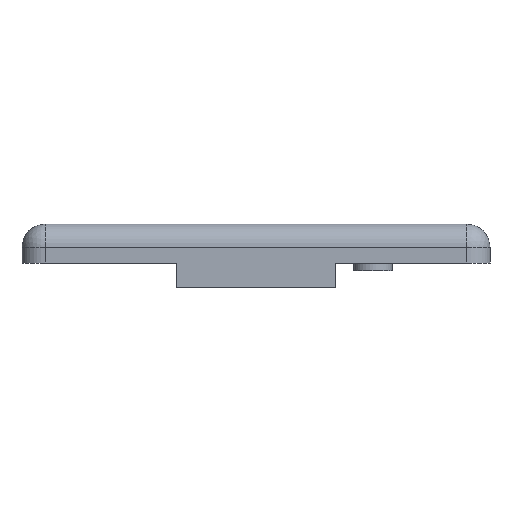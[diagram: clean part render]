
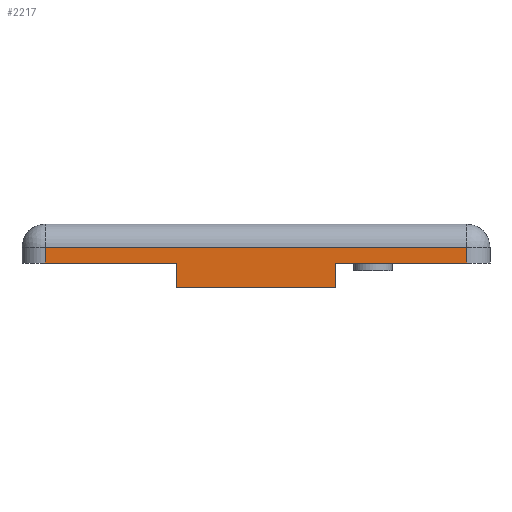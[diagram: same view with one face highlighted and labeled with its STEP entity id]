
A CAD part, left-side view. The second image highlights one B-rep face of the part: STEP entity #2217.
In plain terms, the highlighted planar face has unit normal (-1, 0, 0).
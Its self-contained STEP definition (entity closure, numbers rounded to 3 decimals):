
#89=PLANE('',#2403);
#293=FACE_OUTER_BOUND('',#417,.T.);
#417=EDGE_LOOP('',(#1818,#1819,#1820,#1821,#1822,#1823,#1824,#1825));
#582=LINE('',#3796,#812);
#585=LINE('',#3821,#815);
#588=LINE('',#3825,#818);
#605=LINE('',#3882,#835);
#606=LINE('',#3884,#836);
#607=LINE('',#3886,#837);
#608=LINE('',#3888,#838);
#609=LINE('',#3889,#839);
#812=VECTOR('',#2735,10.);
#815=VECTOR('',#2762,10.);
#818=VECTOR('',#2767,10.);
#835=VECTOR('',#2820,10.);
#836=VECTOR('',#2821,10.);
#837=VECTOR('',#2822,10.);
#838=VECTOR('',#2823,10.);
#839=VECTOR('',#2824,10.);
#1071=VERTEX_POINT('',#3785);
#1074=VERTEX_POINT('',#3792);
#1083=VERTEX_POINT('',#3814);
#1085=VERTEX_POINT('',#3819);
#1107=VERTEX_POINT('',#3881);
#1108=VERTEX_POINT('',#3883);
#1109=VERTEX_POINT('',#3885);
#1110=VERTEX_POINT('',#3887);
#1334=EDGE_CURVE('',#1071,#1074,#582,.T.);
#1345=EDGE_CURVE('',#1085,#1083,#585,.T.);
#1348=EDGE_CURVE('',#1083,#1071,#588,.T.);
#1377=EDGE_CURVE('',#1085,#1107,#605,.T.);
#1378=EDGE_CURVE('',#1107,#1108,#606,.T.);
#1379=EDGE_CURVE('',#1109,#1108,#607,.T.);
#1380=EDGE_CURVE('',#1110,#1109,#608,.T.);
#1381=EDGE_CURVE('',#1110,#1074,#609,.T.);
#1818=ORIENTED_EDGE('',*,*,#1334,.F.);
#1819=ORIENTED_EDGE('',*,*,#1348,.F.);
#1820=ORIENTED_EDGE('',*,*,#1345,.F.);
#1821=ORIENTED_EDGE('',*,*,#1377,.T.);
#1822=ORIENTED_EDGE('',*,*,#1378,.T.);
#1823=ORIENTED_EDGE('',*,*,#1379,.F.);
#1824=ORIENTED_EDGE('',*,*,#1380,.F.);
#1825=ORIENTED_EDGE('',*,*,#1381,.T.);
#2217=ADVANCED_FACE('',(#293),#89,.T.);
#2403=AXIS2_PLACEMENT_3D('',#3880,#2818,#2819);
#2735=DIRECTION('',(0.,0.,-1.));
#2762=DIRECTION('',(0.,0.,1.));
#2767=DIRECTION('',(0.,-1.,0.));
#2818=DIRECTION('center_axis',(-1.,0.,0.));
#2819=DIRECTION('ref_axis',(0.,-1.,0.));
#2820=DIRECTION('',(0.,-1.,0.));
#2821=DIRECTION('',(0.,0.,-1.));
#2822=DIRECTION('',(0.,1.,0.));
#2823=DIRECTION('',(0.,0.,-1.));
#2824=DIRECTION('',(0.,-1.,0.));
#3785=CARTESIAN_POINT('',(-18.1,36.5,6.05));
#3792=CARTESIAN_POINT('',(-18.1,36.5,5.05));
#3796=CARTESIAN_POINT('',(-18.1,36.5,5.05));
#3814=CARTESIAN_POINT('',(-18.1,63.5,6.05));
#3819=CARTESIAN_POINT('',(-18.1,63.5,5.05));
#3821=CARTESIAN_POINT('',(-18.1,63.5,5.05));
#3825=CARTESIAN_POINT('',(-18.1,57.5,6.05));
#3880=CARTESIAN_POINT('Origin',(-18.1,65.,5.05));
#3881=CARTESIAN_POINT('',(-18.1,55.1,5.05));
#3882=CARTESIAN_POINT('',(-18.1,65.,5.05));
#3883=CARTESIAN_POINT('',(-18.1,55.1,3.45));
#3884=CARTESIAN_POINT('',(-18.1,55.1,5.05));
#3885=CARTESIAN_POINT('',(-18.1,44.9,3.45));
#3886=CARTESIAN_POINT('',(-18.1,44.9,3.45));
#3887=CARTESIAN_POINT('',(-18.1,44.9,5.05));
#3888=CARTESIAN_POINT('',(-18.1,44.9,5.05));
#3889=CARTESIAN_POINT('',(-18.1,65.,5.05));
